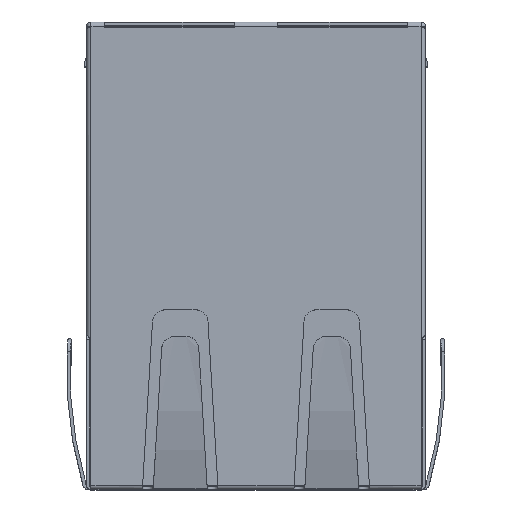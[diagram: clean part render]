
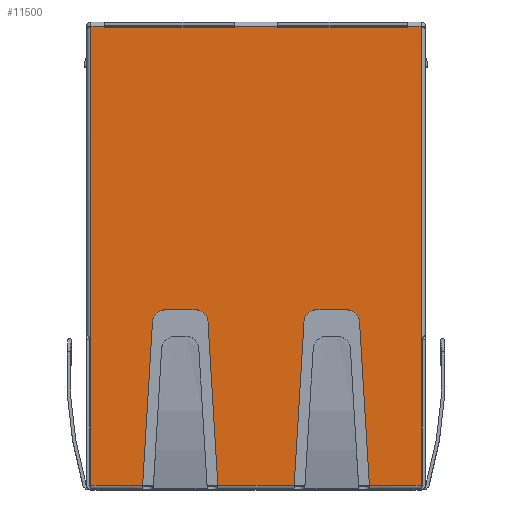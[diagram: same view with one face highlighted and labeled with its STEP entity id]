
A CAD part, top view. The second image highlights one B-rep face of the part: STEP entity #11500.
In plain terms, the highlighted planar face has unit normal (0, 0, 1).
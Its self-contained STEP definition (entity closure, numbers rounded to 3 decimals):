
#9926 = VERTEX_POINT('',#9927);
#9927 = CARTESIAN_POINT('',(-7.612,-5.89,
    13.64));
#9933 = EDGE_CURVE('',#9934,#9926,#9936,.T.);
#9934 = VERTEX_POINT('',#9935);
#9935 = CARTESIAN_POINT('',(-7.612,-12.69,
    13.64));
#9936 = LINE('',#9937,#9938);
#9937 = CARTESIAN_POINT('',(-7.612,-12.69,
    13.64));
#9938 = VECTOR('',#9939,1.);
#9939 = DIRECTION('',(0.,1.,0.));
#10021 = EDGE_CURVE('',#10022,#9926,#10024,.T.);
#10022 = VERTEX_POINT('',#10023);
#10023 = CARTESIAN_POINT('',(-7.612,8.5,
    13.64));
#10024 = LINE('',#10025,#10026);
#10025 = CARTESIAN_POINT('',(-7.612,8.5,
    13.64));
#10026 = VECTOR('',#10027,1.);
#10027 = DIRECTION('',(0.,-1.,0.));
#10632 = VERTEX_POINT('',#10633);
#10633 = CARTESIAN_POINT('',(-5.225,-12.69,
    13.64));
#10641 = EDGE_CURVE('',#10632,#10642,#10644,.T.);
#10642 = VERTEX_POINT('',#10643);
#10643 = CARTESIAN_POINT('',(-4.771,-5.154,
    13.64));
#10644 = LINE('',#10645,#10646);
#10645 = CARTESIAN_POINT('',(-5.225,-12.69,
    13.64));
#10646 = VECTOR('',#10647,1.);
#10647 = DIRECTION('',(0.06,0.998,0.));
#11294 = VERTEX_POINT('',#11295);
#11295 = CARTESIAN_POINT('',(1.775,-12.69,
    13.64));
#11303 = EDGE_CURVE('',#11294,#11304,#11306,.T.);
#11304 = VERTEX_POINT('',#11305);
#11305 = CARTESIAN_POINT('',(-1.749,-12.69,
    13.64));
#11306 = LINE('',#11307,#11308);
#11307 = CARTESIAN_POINT('',(1.775,-12.69,
    13.64));
#11308 = VECTOR('',#11309,1.);
#11309 = DIRECTION('',(-1.,0.,0.));
#11328 = VERTEX_POINT('',#11329);
#11329 = CARTESIAN_POINT('',(7.638,-12.69,
    13.64));
#11336 = EDGE_CURVE('',#11328,#11337,#11339,.T.);
#11337 = VERTEX_POINT('',#11338);
#11338 = CARTESIAN_POINT('',(5.251,-12.69,
    13.64));
#11339 = LINE('',#11340,#11341);
#11340 = CARTESIAN_POINT('',(7.638,-12.69,
    13.64));
#11341 = VECTOR('',#11342,1.);
#11342 = DIRECTION('',(-1.,0.,0.));
#11364 = EDGE_CURVE('',#10632,#9934,#11365,.T.);
#11365 = LINE('',#11366,#11367);
#11366 = CARTESIAN_POINT('',(-5.225,-12.69,
    13.64));
#11367 = VECTOR('',#11368,1.);
#11368 = DIRECTION('',(-1.,0.,0.));
#11387 = VERTEX_POINT('',#11388);
#11388 = CARTESIAN_POINT('',(-2.203,-5.154,
    13.64));
#11394 = EDGE_CURVE('',#11304,#11387,#11395,.T.);
#11395 = LINE('',#11396,#11397);
#11396 = CARTESIAN_POINT('',(-1.749,-12.69,
    13.64));
#11397 = VECTOR('',#11398,1.);
#11398 = DIRECTION('',(-0.06,0.998,0.));
#11438 = VERTEX_POINT('',#11439);
#11439 = CARTESIAN_POINT('',(-2.802,-4.59,
    13.64));
#11445 = EDGE_CURVE('',#11438,#11387,#11446,.T.);
#11446 = CIRCLE('',#11447,0.6);
#11447 = AXIS2_PLACEMENT_3D('',#11448,#11449,#11450);
#11448 = CARTESIAN_POINT('',(-2.802,-5.19,
    13.64));
#11449 = DIRECTION('',(0.,0.,-1.));
#11450 = DIRECTION('',(0.,1.,0.));
#11463 = VERTEX_POINT('',#11464);
#11464 = CARTESIAN_POINT('',(-4.172,-4.59,
    13.64));
#11470 = EDGE_CURVE('',#11438,#11463,#11471,.T.);
#11471 = LINE('',#11472,#11473);
#11472 = CARTESIAN_POINT('',(-2.802,-4.59,
    13.64));
#11473 = VECTOR('',#11474,1.);
#11474 = DIRECTION('',(-1.,0.,0.));
#11487 = EDGE_CURVE('',#10642,#11463,#11488,.T.);
#11488 = CIRCLE('',#11489,0.6);
#11489 = AXIS2_PLACEMENT_3D('',#11490,#11491,#11492);
#11490 = CARTESIAN_POINT('',(-4.172,-5.19,
    13.64));
#11491 = DIRECTION('',(0.,0.,-1.));
#11492 = DIRECTION('',(-0.998,0.06,0.));
#11500 = ADVANCED_FACE('',(#11501),#11639,.T.);
#11501 = FACE_BOUND('',#11502,.F.);
#11502 = EDGE_LOOP('',(#11503,#11504,#11505,#11513,#11521,#11529,#11537,
    #11545,#11553,#11561,#11569,#11577,#11585,#11591,#11592,#11600,
    #11609,#11617,#11626,#11632,#11633,#11634,#11635,#11636,#11637,
    #11638));
#11503 = ORIENTED_EDGE('',*,*,#9933,.T.);
#11504 = ORIENTED_EDGE('',*,*,#10021,.F.);
#11505 = ORIENTED_EDGE('',*,*,#11506,.T.);
#11506 = EDGE_CURVE('',#10022,#11507,#11509,.T.);
#11507 = VERTEX_POINT('',#11508);
#11508 = CARTESIAN_POINT('',(-6.987,8.5,
    13.64));
#11509 = LINE('',#11510,#11511);
#11510 = CARTESIAN_POINT('',(-7.612,8.5,
    13.64));
#11511 = VECTOR('',#11512,1.);
#11512 = DIRECTION('',(1.,0.,0.));
#11513 = ORIENTED_EDGE('',*,*,#11514,.T.);
#11514 = EDGE_CURVE('',#11507,#11515,#11517,.T.);
#11515 = VERTEX_POINT('',#11516);
#11516 = CARTESIAN_POINT('',(-6.987,8.44,
    13.64));
#11517 = LINE('',#11518,#11519);
#11518 = CARTESIAN_POINT('',(-6.987,8.5,
    13.64));
#11519 = VECTOR('',#11520,1.);
#11520 = DIRECTION('',(0.,-1.,0.));
#11521 = ORIENTED_EDGE('',*,*,#11522,.F.);
#11522 = EDGE_CURVE('',#11523,#11515,#11525,.T.);
#11523 = VERTEX_POINT('',#11524);
#11524 = CARTESIAN_POINT('',(-0.987,8.44,
    13.64));
#11525 = LINE('',#11526,#11527);
#11526 = CARTESIAN_POINT('',(-0.987,8.44,
    13.64));
#11527 = VECTOR('',#11528,1.);
#11528 = DIRECTION('',(-1.,0.,0.));
#11529 = ORIENTED_EDGE('',*,*,#11530,.F.);
#11530 = EDGE_CURVE('',#11531,#11523,#11533,.T.);
#11531 = VERTEX_POINT('',#11532);
#11532 = CARTESIAN_POINT('',(-0.987,8.5,
    13.64));
#11533 = LINE('',#11534,#11535);
#11534 = CARTESIAN_POINT('',(-0.987,8.5,
    13.64));
#11535 = VECTOR('',#11536,1.);
#11536 = DIRECTION('',(0.,-1.,0.));
#11537 = ORIENTED_EDGE('',*,*,#11538,.T.);
#11538 = EDGE_CURVE('',#11531,#11539,#11541,.T.);
#11539 = VERTEX_POINT('',#11540);
#11540 = CARTESIAN_POINT('',(1.013,8.5,
    13.64));
#11541 = LINE('',#11542,#11543);
#11542 = CARTESIAN_POINT('',(-0.987,8.5,
    13.64));
#11543 = VECTOR('',#11544,1.);
#11544 = DIRECTION('',(1.,0.,0.));
#11545 = ORIENTED_EDGE('',*,*,#11546,.T.);
#11546 = EDGE_CURVE('',#11539,#11547,#11549,.T.);
#11547 = VERTEX_POINT('',#11548);
#11548 = CARTESIAN_POINT('',(1.013,8.44,
    13.64));
#11549 = LINE('',#11550,#11551);
#11550 = CARTESIAN_POINT('',(1.013,8.5,
    13.64));
#11551 = VECTOR('',#11552,1.);
#11552 = DIRECTION('',(0.,-1.,0.));
#11553 = ORIENTED_EDGE('',*,*,#11554,.T.);
#11554 = EDGE_CURVE('',#11547,#11555,#11557,.T.);
#11555 = VERTEX_POINT('',#11556);
#11556 = CARTESIAN_POINT('',(7.013,8.44,
    13.64));
#11557 = LINE('',#11558,#11559);
#11558 = CARTESIAN_POINT('',(1.013,8.44,
    13.64));
#11559 = VECTOR('',#11560,1.);
#11560 = DIRECTION('',(1.,0.,0.));
#11561 = ORIENTED_EDGE('',*,*,#11562,.F.);
#11562 = EDGE_CURVE('',#11563,#11555,#11565,.T.);
#11563 = VERTEX_POINT('',#11564);
#11564 = CARTESIAN_POINT('',(7.013,8.5,
    13.64));
#11565 = LINE('',#11566,#11567);
#11566 = CARTESIAN_POINT('',(7.013,8.5,
    13.64));
#11567 = VECTOR('',#11568,1.);
#11568 = DIRECTION('',(0.,-1.,0.));
#11569 = ORIENTED_EDGE('',*,*,#11570,.T.);
#11570 = EDGE_CURVE('',#11563,#11571,#11573,.T.);
#11571 = VERTEX_POINT('',#11572);
#11572 = CARTESIAN_POINT('',(7.638,8.5,
    13.64));
#11573 = LINE('',#11574,#11575);
#11574 = CARTESIAN_POINT('',(7.013,8.5,
    13.64));
#11575 = VECTOR('',#11576,1.);
#11576 = DIRECTION('',(1.,0.,0.));
#11577 = ORIENTED_EDGE('',*,*,#11578,.T.);
#11578 = EDGE_CURVE('',#11571,#11579,#11581,.T.);
#11579 = VERTEX_POINT('',#11580);
#11580 = CARTESIAN_POINT('',(7.638,-5.89,
    13.64));
#11581 = LINE('',#11582,#11583);
#11582 = CARTESIAN_POINT('',(7.638,8.5,
    13.64));
#11583 = VECTOR('',#11584,1.);
#11584 = DIRECTION('',(0.,-1.,0.));
#11585 = ORIENTED_EDGE('',*,*,#11586,.F.);
#11586 = EDGE_CURVE('',#11328,#11579,#11587,.T.);
#11587 = LINE('',#11588,#11589);
#11588 = CARTESIAN_POINT('',(7.638,-12.69,
    13.64));
#11589 = VECTOR('',#11590,1.);
#11590 = DIRECTION('',(0.,1.,0.));
#11591 = ORIENTED_EDGE('',*,*,#11336,.T.);
#11592 = ORIENTED_EDGE('',*,*,#11593,.T.);
#11593 = EDGE_CURVE('',#11337,#11594,#11596,.T.);
#11594 = VERTEX_POINT('',#11595);
#11595 = CARTESIAN_POINT('',(4.797,-5.154,
    13.64));
#11596 = LINE('',#11597,#11598);
#11597 = CARTESIAN_POINT('',(5.251,-12.69,
    13.64));
#11598 = VECTOR('',#11599,1.);
#11599 = DIRECTION('',(-0.06,0.998,0.));
#11600 = ORIENTED_EDGE('',*,*,#11601,.F.);
#11601 = EDGE_CURVE('',#11602,#11594,#11604,.T.);
#11602 = VERTEX_POINT('',#11603);
#11603 = CARTESIAN_POINT('',(4.198,-4.59,
    13.64));
#11604 = CIRCLE('',#11605,0.6);
#11605 = AXIS2_PLACEMENT_3D('',#11606,#11607,#11608);
#11606 = CARTESIAN_POINT('',(4.198,-5.19,
    13.64));
#11607 = DIRECTION('',(0.,0.,-1.));
#11608 = DIRECTION('',(0.,1.,0.));
#11609 = ORIENTED_EDGE('',*,*,#11610,.T.);
#11610 = EDGE_CURVE('',#11602,#11611,#11613,.T.);
#11611 = VERTEX_POINT('',#11612);
#11612 = CARTESIAN_POINT('',(2.828,-4.59,
    13.64));
#11613 = LINE('',#11614,#11615);
#11614 = CARTESIAN_POINT('',(4.198,-4.59,
    13.64));
#11615 = VECTOR('',#11616,1.);
#11616 = DIRECTION('',(-1.,0.,0.));
#11617 = ORIENTED_EDGE('',*,*,#11618,.F.);
#11618 = EDGE_CURVE('',#11619,#11611,#11621,.T.);
#11619 = VERTEX_POINT('',#11620);
#11620 = CARTESIAN_POINT('',(2.229,-5.154,
    13.64));
#11621 = CIRCLE('',#11622,0.6);
#11622 = AXIS2_PLACEMENT_3D('',#11623,#11624,#11625);
#11623 = CARTESIAN_POINT('',(2.828,-5.19,
    13.64));
#11624 = DIRECTION('',(0.,0.,-1.));
#11625 = DIRECTION('',(-0.998,0.06,0.));
#11626 = ORIENTED_EDGE('',*,*,#11627,.F.);
#11627 = EDGE_CURVE('',#11294,#11619,#11628,.T.);
#11628 = LINE('',#11629,#11630);
#11629 = CARTESIAN_POINT('',(1.775,-12.69,
    13.64));
#11630 = VECTOR('',#11631,1.);
#11631 = DIRECTION('',(0.06,0.998,0.));
#11632 = ORIENTED_EDGE('',*,*,#11303,.T.);
#11633 = ORIENTED_EDGE('',*,*,#11394,.T.);
#11634 = ORIENTED_EDGE('',*,*,#11445,.F.);
#11635 = ORIENTED_EDGE('',*,*,#11470,.T.);
#11636 = ORIENTED_EDGE('',*,*,#11487,.F.);
#11637 = ORIENTED_EDGE('',*,*,#10641,.F.);
#11638 = ORIENTED_EDGE('',*,*,#11364,.T.);
#11639 = PLANE('',#11640);
#11640 = AXIS2_PLACEMENT_3D('',#11641,#11642,#11643);
#11641 = CARTESIAN_POINT('',(-7.612,8.7,
    13.64));
#11642 = DIRECTION('',(0.,0.,1.));
#11643 = DIRECTION('',(1.,0.,-0.));
